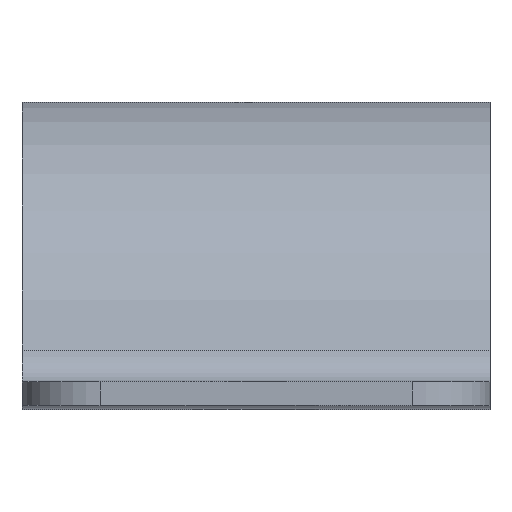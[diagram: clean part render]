
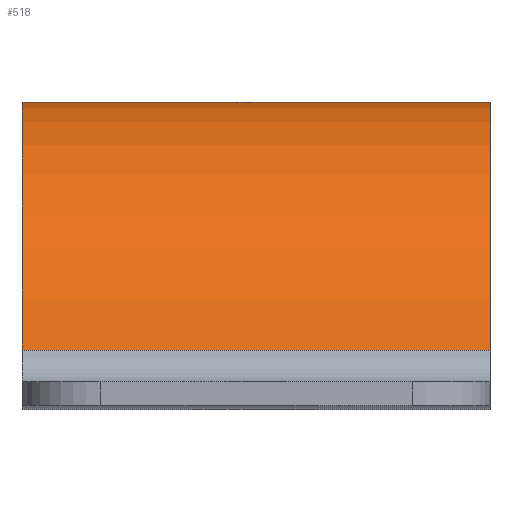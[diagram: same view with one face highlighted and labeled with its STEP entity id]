
A CAD part, top view. The second image highlights one B-rep face of the part: STEP entity #518.
In plain terms, the highlighted cylindrical face has radius 20 mm (diameter 40 mm), a partial arc.
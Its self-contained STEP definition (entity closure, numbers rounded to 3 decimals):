
#59 = EDGE_CURVE ( 'NONE', #125, #581, #526, .T. ) ;
#78 = AXIS2_PLACEMENT_3D ( 'NONE', #1164, #143, #444 ) ;
#86 = DIRECTION ( 'NONE',  ( -1., 0., 0. ) ) ;
#108 = FACE_OUTER_BOUND ( 'NONE', #861, .T. ) ;
#125 = VERTEX_POINT ( 'NONE', #1172 ) ;
#129 = EDGE_CURVE ( 'NONE', #925, #1134, #1441, .T. ) ;
#143 = DIRECTION ( 'NONE',  ( 1., 0., 0. ) ) ;
#205 = DIRECTION ( 'NONE',  ( -1., 0., 0. ) ) ;
#361 = EDGE_CURVE ( 'NONE', #1134, #581, #1335, .T. ) ;
#420 = ORIENTED_EDGE ( 'NONE', *, *, #361, .F. ) ;
#441 = CARTESIAN_POINT ( 'NONE',  ( 15., 16.018, 30.117 ) ) ;
#444 = DIRECTION ( 'NONE',  ( 0., 0., -1. ) ) ;
#453 = CARTESIAN_POINT ( 'NONE',  ( 15., 16.018, 30.117 ) ) ;
#469 = AXIS2_PLACEMENT_3D ( 'NONE', #1131, #86, #1260 ) ;
#518 = ADVANCED_FACE ( 'NONE', ( #108 ), #1012, .T. ) ;
#521 = VECTOR ( 'NONE', #1451, 1000. ) ;
#526 = CIRCLE ( 'NONE', #864, 20. ) ;
#549 = CARTESIAN_POINT ( 'NONE',  ( -15., 4.071, 61.675 ) ) ;
#577 = EDGE_CURVE ( 'NONE', #925, #125, #1017, .T. ) ;
#581 = VERTEX_POINT ( 'NONE', #549 ) ;
#739 = CARTESIAN_POINT ( 'NONE',  ( 15., 4.071, 61.675 ) ) ;
#771 = CARTESIAN_POINT ( 'NONE',  ( 15., 4.071, 61.675 ) ) ;
#786 = ORIENTED_EDGE ( 'NONE', *, *, #577, .T. ) ;
#861 = EDGE_LOOP ( 'NONE', ( #1086, #420, #1162, #786 ) ) ;
#864 = AXIS2_PLACEMENT_3D ( 'NONE', #1265, #1365, #1379 ) ;
#925 = VERTEX_POINT ( 'NONE', #453 ) ;
#1012 = CYLINDRICAL_SURFACE ( 'NONE', #469, 20. ) ;
#1017 = LINE ( 'NONE', #441, #1312 ) ;
#1086 = ORIENTED_EDGE ( 'NONE', *, *, #59, .T. ) ;
#1131 = CARTESIAN_POINT ( 'NONE',  ( 15., 0., 42.093 ) ) ;
#1134 = VERTEX_POINT ( 'NONE', #739 ) ;
#1162 = ORIENTED_EDGE ( 'NONE', *, *, #129, .F. ) ;
#1164 = CARTESIAN_POINT ( 'NONE',  ( 15., 0., 42.093 ) ) ;
#1172 = CARTESIAN_POINT ( 'NONE',  ( -15., 16.018, 30.117 ) ) ;
#1260 = DIRECTION ( 'NONE',  ( 0., 0., 1. ) ) ;
#1265 = CARTESIAN_POINT ( 'NONE',  ( -15., 0., 42.093 ) ) ;
#1312 = VECTOR ( 'NONE', #205, 1000. ) ;
#1335 = LINE ( 'NONE', #771, #521 ) ;
#1365 = DIRECTION ( 'NONE',  ( 1., 0., 0. ) ) ;
#1379 = DIRECTION ( 'NONE',  ( 0., 0., -1. ) ) ;
#1441 = CIRCLE ( 'NONE', #78, 20. ) ;
#1451 = DIRECTION ( 'NONE',  ( -1., 0., 0. ) ) ;
